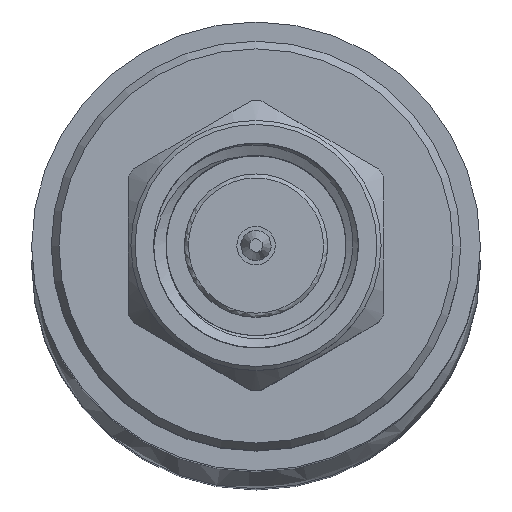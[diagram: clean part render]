
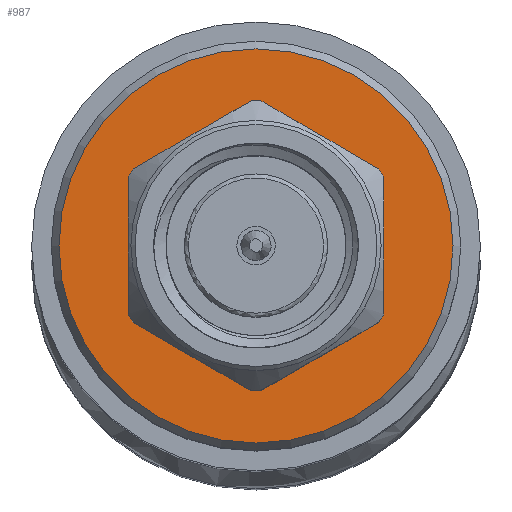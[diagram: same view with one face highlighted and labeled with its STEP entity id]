
A CAD part, top view. The second image highlights one B-rep face of the part: STEP entity #987.
In plain terms, the highlighted face is planar.
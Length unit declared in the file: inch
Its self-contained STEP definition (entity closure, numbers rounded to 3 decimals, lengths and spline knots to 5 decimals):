
#83 = DIRECTION ( 'NONE',  ( 1., 0., 0. ) ) ;
#443 = CARTESIAN_POINT ( 'NONE',  ( 0.34695, 0., 0. ) ) ;
#730 = FACE_OUTER_BOUND ( 'NONE', #1193, .T. ) ;
#883 = VERTEX_POINT ( 'NONE', #2936 ) ;
#987 = ADVANCED_FACE ( 'NONE', ( #730 ), #3045, .F. ) ;
#1193 = EDGE_LOOP ( 'NONE', ( #1965 ) ) ;
#1221 = DIRECTION ( 'NONE',  ( 0., 0., -1. ) ) ;
#1539 = CIRCLE ( 'NONE', #3662, 0.24069 ) ;
#1965 = ORIENTED_EDGE ( 'NONE', *, *, #2761, .T. ) ;
#2183 = DIRECTION ( 'NONE',  ( -1., 0., 0. ) ) ;
#2761 = EDGE_CURVE ( 'NONE', #883, #883, #1539, .T. ) ;
#2936 = CARTESIAN_POINT ( 'NONE',  ( 0.34695, 0., 0.24069 ) ) ;
#3045 = PLANE ( 'NONE',  #3358 ) ;
#3072 = DIRECTION ( 'NONE',  ( 0., 0., 1. ) ) ;
#3358 = AXIS2_PLACEMENT_3D ( 'NONE', #443, #83, #1221 ) ;
#3626 = CARTESIAN_POINT ( 'NONE',  ( 0.34695, 0., 0. ) ) ;
#3662 = AXIS2_PLACEMENT_3D ( 'NONE', #3626, #2183, #3072 ) ;
